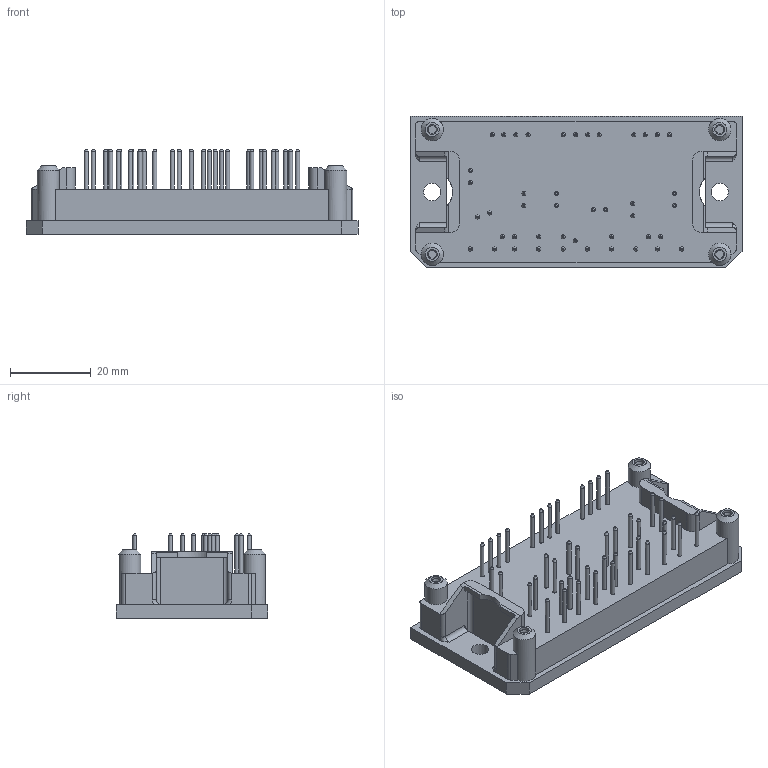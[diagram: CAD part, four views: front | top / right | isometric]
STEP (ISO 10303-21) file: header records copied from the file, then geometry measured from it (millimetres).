
FILE_DESCRIPTION(/* description */ ('Unknown'),/* implementation_level */ '2;1');
FILE_NAME(/* name */ 'Flow1-4T17W-M740-01-OL2',/* time_stamp */ '2016-04-19T10:51:10+02:00',/* author */ ('Unknown'),/* organization */ ('Unknown'),/* preprocessor_version */ 'ST-DEVELOPER v16',/* originating_system */ 'DEX',/* authorisation */ $);
FILE_SCHEMA (('AP242_MANAGED_MODEL_BASED_3D_ENGINEERING_MIM_LF { 1 0 10303 442 1 1 4 }','AUTOMOTIVE_DESIGN {1 0 10303 214 3 1 1}'));
Length unit declared in the file: millimetre
Products named in the file (1): Flow1-4T17W-M740-01-OL2
Bounding box: 82 x 37.4 x 21.23 mm (x, y, z)
Volume: 29043.2 mm3; surface area: 12576.8 mm2
Topology: 1 solids, 1 shells, 264 faces, 574 edges, 364 vertices
Faces by surface type: plane 124, cylinder 84, cone 52, torus 4
Full cylindrical faces by diameter (mm): 1 x44, 2 x4, 2.4 x4, 4.3 x2, 5.5 x4
Entity records: 6726 total; most frequent: CARTESIAN_POINT 1229, DIRECTION 1198, ORIENTED_EDGE 904, AXIS2_PLACEMENT_3D 489, EDGE_CURVE 452, EDGE_LOOP 434, FACE_BOUND 434, VERTEX_POINT 352
